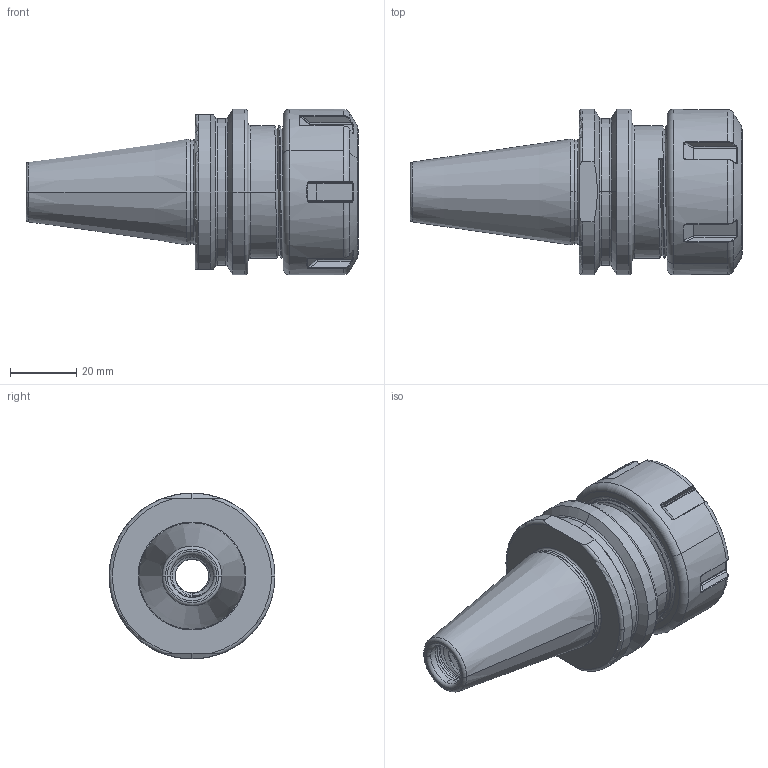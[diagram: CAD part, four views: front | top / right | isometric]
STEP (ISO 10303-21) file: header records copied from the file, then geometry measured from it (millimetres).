
FILE_DESCRIPTION (( 'STEP AP203' ), '1' );
FILE_NAME ('302.62.20.1.STEP', '2016-11-26T05:57:15', ( '' ), ( '' ), 'SwSTEP 2.0', 'SolidWorks 2012', '' );
FILE_SCHEMA (( 'CONFIG_CONTROL_DESIGN' ));
Length unit declared in the file: millimetre
Products named in the file (3): 302.62.20.1; 2-01.100.0320230C7_ER32螺帽(六溝)
Assembly tree (2 placements, depth 2):
  302.62.20.1
    302.62.20.1
    2-01.100.0320230C7_ER32螺帽(六溝)
Bounding box: 100.08 x 50 x 50 mm (x, y, z)
Volume: 73302.2 mm3; surface area: 30745.5 mm2
Topology: 2 solids, 2 shells, 331 faces, 826 edges, 504 vertices
Faces by surface type: cylinder 134, bspline 70, torus 53, plane 52, cone 22
Entity records: 22613 total; most frequent: CARTESIAN_POINT 15592, ORIENTED_EDGE 1652, DIRECTION 1104, EDGE_CURVE 826, VERTEX_POINT 504, AXIS2_PLACEMENT_3D 445, EDGE_LOOP 340, ADVANCED_FACE 331
